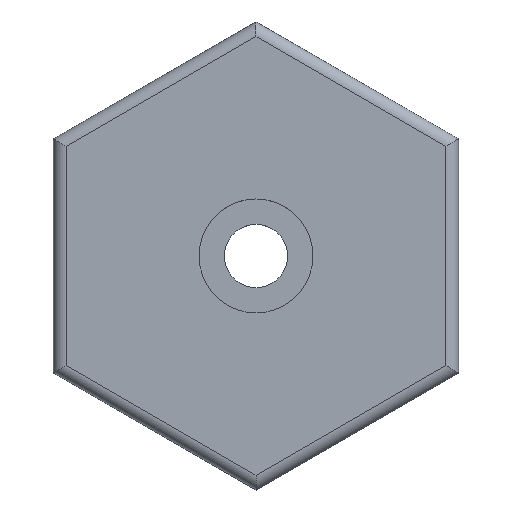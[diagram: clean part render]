
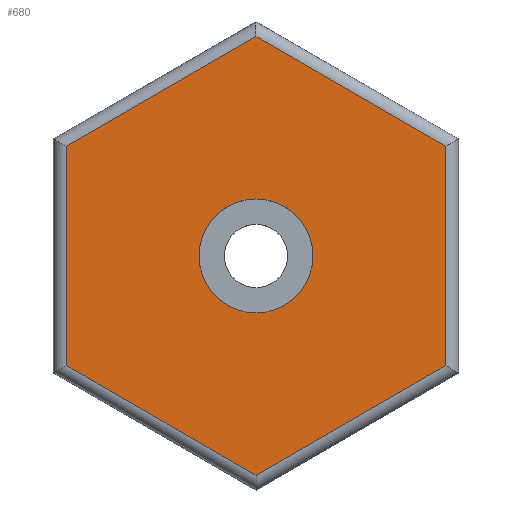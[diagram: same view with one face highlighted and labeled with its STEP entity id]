
A CAD part, top view. The second image highlights one B-rep face of the part: STEP entity #680.
In plain terms, the highlighted planar face has unit normal (0, 0, 1).
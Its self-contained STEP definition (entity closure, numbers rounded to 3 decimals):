
#15 = AXIS2_PLACEMENT_3D ( 'NONE', #272, #153, #812 ) ;
#19 = ORIENTED_EDGE ( 'NONE', *, *, #35, .T. ) ;
#20 = DIRECTION ( 'NONE',  ( -0.866, 0.5, 0. ) ) ;
#31 = ORIENTED_EDGE ( 'NONE', *, *, #464, .F. ) ;
#35 = EDGE_CURVE ( 'NONE', #202, #597, #462, .T. ) ;
#47 = DIRECTION ( 'NONE',  ( 1., 0., 0. ) ) ;
#103 = DIRECTION ( 'NONE',  ( 0.866, -0.5, 0. ) ) ;
#106 = VERTEX_POINT ( 'NONE', #299 ) ;
#152 = EDGE_CURVE ( 'NONE', #350, #381, #744, .T. ) ;
#153 = DIRECTION ( 'NONE',  ( 0., 0., 1. ) ) ;
#154 = CARTESIAN_POINT ( 'NONE',  ( -15.5, 8.372, 8. ) ) ;
#155 = ORIENTED_EDGE ( 'NONE', *, *, #549, .T. ) ;
#156 = EDGE_CURVE ( 'NONE', #583, #202, #348, .T. ) ;
#158 = DIRECTION ( 'NONE',  ( -0.866, -0.5, 0. ) ) ;
#176 = CARTESIAN_POINT ( 'NONE',  ( -4.5, 0., 8. ) ) ;
#188 = CARTESIAN_POINT ( 'NONE',  ( 15.5, -8.372, 8. ) ) ;
#194 = CARTESIAN_POINT ( 'NONE',  ( 15., -8.66, 8. ) ) ;
#196 = VECTOR ( 'NONE', #20, 1000. ) ;
#202 = VERTEX_POINT ( 'NONE', #822 ) ;
#217 = EDGE_CURVE ( 'NONE', #713, #350, #228, .T. ) ;
#221 = ORIENTED_EDGE ( 'NONE', *, *, #152, .T. ) ;
#227 = LINE ( 'NONE', #685, #196 ) ;
#228 = LINE ( 'NONE', #188, #362 ) ;
#272 = CARTESIAN_POINT ( 'NONE',  ( 0., 0., 8. ) ) ;
#299 = CARTESIAN_POINT ( 'NONE',  ( 4.5, 0., 8. ) ) ;
#301 = CARTESIAN_POINT ( 'NONE',  ( 0., 0., 8. ) ) ;
#313 = VERTEX_POINT ( 'NONE', #176 ) ;
#320 = ORIENTED_EDGE ( 'NONE', *, *, #156, .T. ) ;
#348 = LINE ( 'NONE', #154, #468 ) ;
#350 = VERTEX_POINT ( 'NONE', #194 ) ;
#360 = DIRECTION ( 'NONE',  ( 0., 1., 0. ) ) ;
#362 = VECTOR ( 'NONE', #705, 1000. ) ;
#368 = LINE ( 'NONE', #378, #767 ) ;
#370 = ORIENTED_EDGE ( 'NONE', *, *, #745, .T. ) ;
#378 = CARTESIAN_POINT ( 'NONE',  ( 0.5, -17.609, 8. ) ) ;
#381 = VERTEX_POINT ( 'NONE', #658 ) ;
#462 = LINE ( 'NONE', #802, #845 ) ;
#464 = EDGE_CURVE ( 'NONE', #106, #313, #682, .T. ) ;
#468 = VECTOR ( 'NONE', #158, 1000. ) ;
#479 = CARTESIAN_POINT ( 'NONE',  ( 0., 17.321, 8. ) ) ;
#484 = CARTESIAN_POINT ( 'NONE',  ( -15., -8.66, 8. ) ) ;
#518 = FACE_BOUND ( 'NONE', #779, .T. ) ;
#549 = EDGE_CURVE ( 'NONE', #381, #583, #227, .T. ) ;
#559 = AXIS2_PLACEMENT_3D ( 'NONE', #577, #841, #632 ) ;
#565 = CARTESIAN_POINT ( 'NONE',  ( 0., -17.321, 8. ) ) ;
#577 = CARTESIAN_POINT ( 'NONE',  ( 0., 0., 8. ) ) ;
#583 = VERTEX_POINT ( 'NONE', #479 ) ;
#597 = VERTEX_POINT ( 'NONE', #484 ) ;
#632 = DIRECTION ( 'NONE',  ( 1., 0., 0. ) ) ;
#639 = DIRECTION ( 'NONE',  ( 0., 0., 1. ) ) ;
#652 = EDGE_LOOP ( 'NONE', ( #155, #320, #19, #370, #855, #221 ) ) ;
#658 = CARTESIAN_POINT ( 'NONE',  ( 15., 8.66, 8. ) ) ;
#663 = DIRECTION ( 'NONE',  ( 0., -1., 0. ) ) ;
#680 = ADVANCED_FACE ( 'NONE', ( #837, #518 ), #707, .T. ) ;
#682 = CIRCLE ( 'NONE', #15, 4.5 ) ;
#685 = CARTESIAN_POINT ( 'NONE',  ( -0.5, 17.609, 8. ) ) ;
#696 = CIRCLE ( 'NONE', #753, 4.5 ) ;
#699 = EDGE_CURVE ( 'NONE', #313, #106, #696, .T. ) ;
#705 = DIRECTION ( 'NONE',  ( 0.866, 0.5, 0. ) ) ;
#707 = PLANE ( 'NONE',  #559 ) ;
#713 = VERTEX_POINT ( 'NONE', #565 ) ;
#744 = LINE ( 'NONE', #761, #846 ) ;
#745 = EDGE_CURVE ( 'NONE', #597, #713, #368, .T. ) ;
#753 = AXIS2_PLACEMENT_3D ( 'NONE', #301, #639, #47 ) ;
#761 = CARTESIAN_POINT ( 'NONE',  ( 15., 9.238, 8. ) ) ;
#767 = VECTOR ( 'NONE', #103, 1000. ) ;
#779 = EDGE_LOOP ( 'NONE', ( #31, #843 ) ) ;
#802 = CARTESIAN_POINT ( 'NONE',  ( -15., -9.238, 8. ) ) ;
#812 = DIRECTION ( 'NONE',  ( 1., 0., 0. ) ) ;
#822 = CARTESIAN_POINT ( 'NONE',  ( -15., 8.66, 8. ) ) ;
#837 = FACE_OUTER_BOUND ( 'NONE', #652, .T. ) ;
#841 = DIRECTION ( 'NONE',  ( 0., 0., 1. ) ) ;
#843 = ORIENTED_EDGE ( 'NONE', *, *, #699, .F. ) ;
#845 = VECTOR ( 'NONE', #663, 1000. ) ;
#846 = VECTOR ( 'NONE', #360, 1000. ) ;
#855 = ORIENTED_EDGE ( 'NONE', *, *, #217, .T. ) ;
